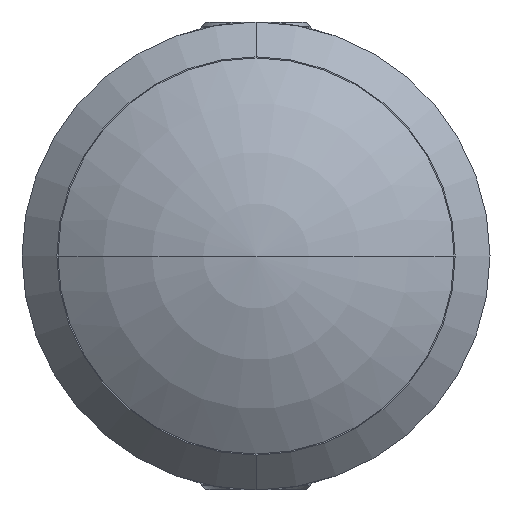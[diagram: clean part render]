
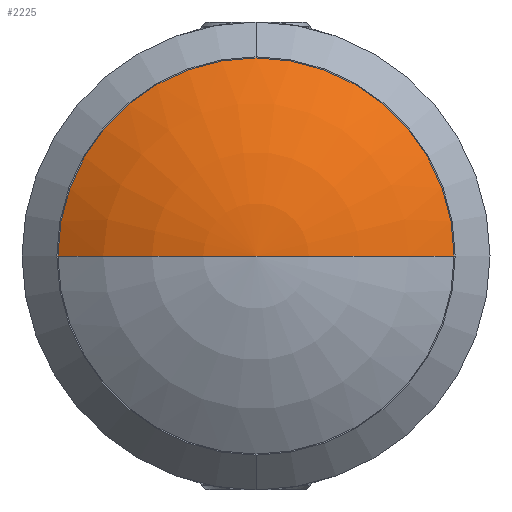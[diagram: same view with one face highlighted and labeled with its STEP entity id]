
A CAD part, front view. The second image highlights one B-rep face of the part: STEP entity #2225.
In plain terms, the highlighted toroidal (fillet/blend) face has major radius 0.115 mm and minor radius 8 mm.
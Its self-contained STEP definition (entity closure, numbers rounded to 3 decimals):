
#90 = CARTESIAN_POINT ( 'NONE',  ( 0., -48.2, 0. ) ) ;
#134 = CARTESIAN_POINT ( 'NONE',  ( -4.55, -46.7, 0. ) ) ;
#664 = DIRECTION ( 'NONE',  ( -1., 0., 0. ) ) ;
#810 = AXIS2_PLACEMENT_3D ( 'NONE', #5193, #5282, #4823 ) ;
#866 = DIRECTION ( 'NONE',  ( 0., -1., 0. ) ) ;
#972 = CARTESIAN_POINT ( 'NONE',  ( -0.115, -40.201, 0. ) ) ;
#984 = CARTESIAN_POINT ( 'NONE',  ( 0.115, -40.201, 0. ) ) ;
#1037 = EDGE_CURVE ( 'NONE', #5800, #5027, #1090, .T. ) ;
#1090 = CIRCLE ( 'NONE', #5992, 8. ) ;
#1881 = EDGE_LOOP ( 'NONE', ( #3856, #5516, #2065 ) ) ;
#2065 = ORIENTED_EDGE ( 'NONE', *, *, #5782, .T. ) ;
#2225 = ADVANCED_FACE ( 'Defeature ausgef�hrt1_35', ( #2834 ), #5142, .T. ) ;
#2487 = DIRECTION ( 'NONE',  ( -1., 0., 0. ) ) ;
#2724 = EDGE_CURVE ( 'Defeature ausgef�hrt1_35+Defeature ausgef�hrt1_34+Defeature ausgef�hrt1_34+Defeature ausgef�hrt1_34', #5800, #2883, #6231, .T. ) ;
#2834 = FACE_OUTER_BOUND ( 'NONE', #1881, .T. ) ;
#2883 = VERTEX_POINT ( 'NONE', #134 ) ;
#3168 = CARTESIAN_POINT ( 'NONE',  ( 0., -46.7, 0. ) ) ;
#3376 = DIRECTION ( 'NONE',  ( 0., 0., -1. ) ) ;
#3856 = ORIENTED_EDGE ( 'NONE', *, *, #1037, .F. ) ;
#3900 = DIRECTION ( 'NONE',  ( 0., 0., 1. ) ) ;
#3921 = CARTESIAN_POINT ( 'NONE',  ( 4.55, -46.7, 0. ) ) ;
#4489 = AXIS2_PLACEMENT_3D ( 'NONE', #3168, #866, #664 ) ;
#4652 = CIRCLE ( 'NONE', #5863, 8. ) ;
#4823 = DIRECTION ( 'NONE',  ( -1., 0., 0. ) ) ;
#5027 = VERTEX_POINT ( 'NONE', #90 ) ;
#5142 = TOROIDAL_SURFACE ( 'NONE', #810, -0.115, 8. ) ;
#5193 = CARTESIAN_POINT ( 'NONE',  ( 0., -40.201, 0. ) ) ;
#5282 = DIRECTION ( 'NONE',  ( 0., -1., 0. ) ) ;
#5516 = ORIENTED_EDGE ( 'NONE', *, *, #2724, .T. ) ;
#5782 = EDGE_CURVE ( 'NONE', #2883, #5027, #4652, .T. ) ;
#5800 = VERTEX_POINT ( 'NONE', #3921 ) ;
#5863 = AXIS2_PLACEMENT_3D ( 'NONE', #984, #3900, #5865 ) ;
#5865 = DIRECTION ( 'NONE',  ( 1., 0., 0. ) ) ;
#5992 = AXIS2_PLACEMENT_3D ( 'NONE', #972, #3376, #2487 ) ;
#6231 = CIRCLE ( 'NONE', #4489, 4.55 ) ;
